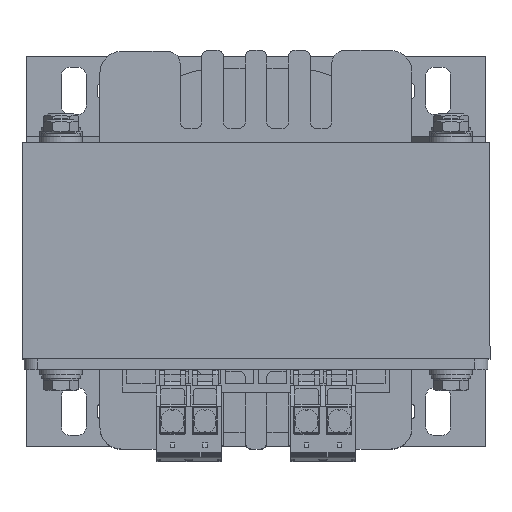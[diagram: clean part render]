
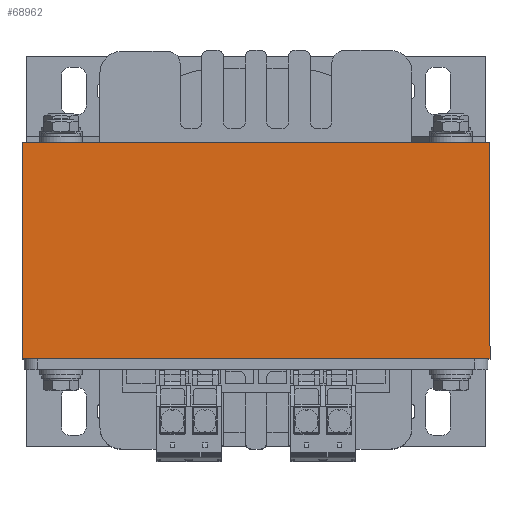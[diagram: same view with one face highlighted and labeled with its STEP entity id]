
A CAD part, top view. The second image highlights one B-rep face of the part: STEP entity #68962.
In plain terms, the highlighted planar face has unit normal (0, 0, 1).
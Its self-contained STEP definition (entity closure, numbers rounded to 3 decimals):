
#2321=FACE_OUTER_BOUND('',#5923,.T.);
#5923=EDGE_LOOP('',(#44018,#44019,#44020,#44021));
#9669=LINE('',#95709,#18470);
#9700=LINE('',#95787,#18501);
#9701=LINE('',#95789,#18502);
#9702=LINE('',#95790,#18503);
#18470=VECTOR('',#77530,1.);
#18501=VECTOR('',#77603,1.);
#18502=VECTOR('',#77604,1.);
#18503=VECTOR('',#77605,1.);
#27270=VERTEX_POINT('',#95705);
#27272=VERTEX_POINT('',#95708);
#27298=VERTEX_POINT('',#95786);
#27299=VERTEX_POINT('',#95788);
#33857=EDGE_CURVE('',#27272,#27270,#9669,.T.);
#33896=EDGE_CURVE('',#27298,#27270,#9700,.T.);
#33897=EDGE_CURVE('',#27298,#27299,#9701,.T.);
#33898=EDGE_CURVE('',#27299,#27272,#9702,.T.);
#44018=ORIENTED_EDGE('',*,*,#33896,.F.);
#44019=ORIENTED_EDGE('',*,*,#33897,.T.);
#44020=ORIENTED_EDGE('',*,*,#33898,.T.);
#44021=ORIENTED_EDGE('',*,*,#33857,.T.);
#64159=PLANE('',#72857);
#68962=ADVANCED_FACE('',(#2321),#64159,.T.);
#72857=AXIS2_PLACEMENT_3D('',#95785,#77601,#77602);
#77530=DIRECTION('',(1.,0.,0.));
#77601=DIRECTION('center_axis',(0.,0.,1.));
#77602=DIRECTION('ref_axis',(0.,-1.,0.));
#77603=DIRECTION('',(0.,-1.,0.));
#77604=DIRECTION('',(-1.,0.,0.));
#77605=DIRECTION('',(0.,-1.,0.));
#95705=CARTESIAN_POINT('',(233.772,-58.809,62.5));
#95708=CARTESIAN_POINT('',(125.772,-58.809,62.5));
#95709=CARTESIAN_POINT('',(233.772,-58.809,62.5));
#95785=CARTESIAN_POINT('Origin',(125.772,-8.809,62.5));
#95786=CARTESIAN_POINT('',(233.772,-8.809,62.5));
#95787=CARTESIAN_POINT('',(233.772,-8.809,62.5));
#95788=CARTESIAN_POINT('',(125.772,-8.809,62.5));
#95789=CARTESIAN_POINT('',(233.772,-8.809,62.5));
#95790=CARTESIAN_POINT('',(125.772,-8.809,62.5));
